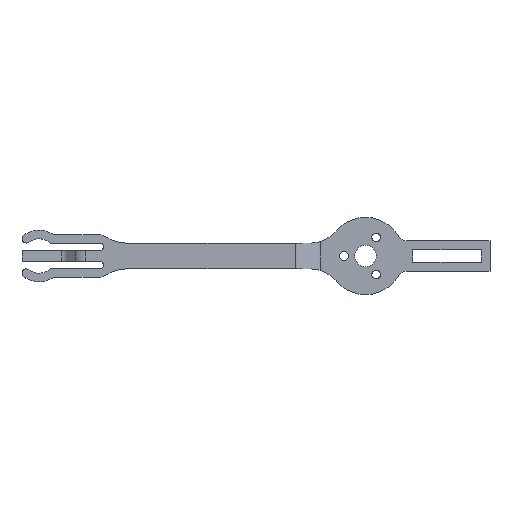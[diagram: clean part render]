
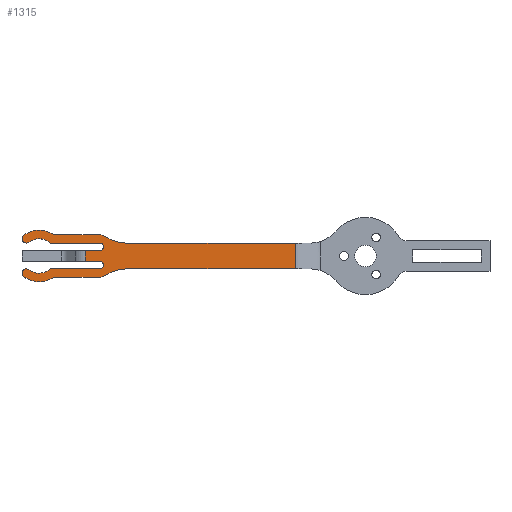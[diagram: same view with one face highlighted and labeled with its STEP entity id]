
A CAD part, top view. The second image highlights one B-rep face of the part: STEP entity #1315.
In plain terms, the highlighted planar face has unit normal (0, 0, 1).
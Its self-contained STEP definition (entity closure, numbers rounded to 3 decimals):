
#70=PLANE('',#1472);
#175=FACE_OUTER_BOUND('',#258,.T.);
#258=EDGE_LOOP('',(#1216,#1217,#1218,#1219,#1220,#1221,#1222,#1223,#1224,
#1225,#1226,#1227,#1228,#1229,#1230,#1231,#1232,#1233,#1234,#1235,#1236,
#1237,#1238,#1239));
#270=LINE('',#1936,#385);
#273=LINE('',#1948,#388);
#282=LINE('',#1978,#397);
#290=LINE('',#2004,#405);
#335=LINE('',#2172,#450);
#340=LINE('',#2187,#455);
#349=LINE('',#2214,#464);
#368=LINE('',#2259,#483);
#369=LINE('',#2261,#484);
#370=LINE('',#2264,#485);
#385=VECTOR('',#1536,10.);
#388=VECTOR('',#1547,10.);
#397=VECTOR('',#1576,10.);
#405=VECTOR('',#1600,10.);
#450=VECTOR('',#1747,10.);
#455=VECTOR('',#1772,10.);
#464=VECTOR('',#1797,10.);
#483=VECTOR('',#1852,10.);
#484=VECTOR('',#1855,10.);
#485=VECTOR('',#1858,10.);
#499=CIRCLE('',#1344,0.9);
#501=CIRCLE('',#1347,0.9);
#502=CIRCLE('',#1349,0.9);
#505=CIRCLE('',#1353,0.9);
#506=CIRCLE('',#1356,8.81);
#508=CIRCLE('',#1360,8.81);
#510=CIRCLE('',#1363,4.);
#513=CIRCLE('',#1367,4.);
#535=CIRCLE('',#1415,4.);
#536=CIRCLE('',#1417,1.);
#537=CIRCLE('',#1419,6.);
#552=CIRCLE('',#1467,4.);
#553=CIRCLE('',#1469,6.);
#554=CIRCLE('',#1471,1.);
#566=VERTEX_POINT('',#1905);
#567=VERTEX_POINT('',#1907);
#569=VERTEX_POINT('',#1913);
#570=VERTEX_POINT('',#1917);
#571=VERTEX_POINT('',#1918);
#575=VERTEX_POINT('',#1928);
#577=VERTEX_POINT('',#1934);
#578=VERTEX_POINT('',#1938);
#579=VERTEX_POINT('',#1939);
#582=VERTEX_POINT('',#1947);
#584=VERTEX_POINT('',#1953);
#585=VERTEX_POINT('',#1954);
#588=VERTEX_POINT('',#1962);
#591=VERTEX_POINT('',#1970);
#593=VERTEX_POINT('',#1976);
#603=VERTEX_POINT('',#2003);
#647=VERTEX_POINT('',#2148);
#648=VERTEX_POINT('',#2152);
#651=VERTEX_POINT('',#2171);
#660=VERTEX_POINT('',#2210);
#661=VERTEX_POINT('',#2212);
#670=VERTEX_POINT('',#2263);
#671=VERTEX_POINT('',#2267);
#672=VERTEX_POINT('',#2271);
#687=EDGE_CURVE('',#566,#567,#499,.T.);
#690=EDGE_CURVE('',#567,#569,#501,.T.);
#692=EDGE_CURVE('',#570,#571,#502,.T.);
#698=EDGE_CURVE('',#575,#570,#505,.T.);
#701=EDGE_CURVE('',#577,#575,#270,.T.);
#702=EDGE_CURVE('',#578,#579,#506,.T.);
#706=EDGE_CURVE('',#579,#582,#273,.T.);
#709=EDGE_CURVE('',#584,#585,#508,.T.);
#713=EDGE_CURVE('',#585,#588,#510,.T.);
#718=EDGE_CURVE('',#591,#578,#513,.T.);
#721=EDGE_CURVE('',#591,#593,#282,.T.);
#735=EDGE_CURVE('',#588,#603,#290,.T.);
#797=EDGE_CURVE('',#647,#577,#535,.T.);
#799=EDGE_CURVE('',#647,#648,#536,.T.);
#801=EDGE_CURVE('',#648,#603,#537,.T.);
#809=EDGE_CURVE('',#582,#651,#335,.T.);
#817=EDGE_CURVE('',#651,#584,#340,.T.);
#830=EDGE_CURVE('',#661,#660,#349,.T.);
#853=EDGE_CURVE('',#661,#571,#368,.T.);
#854=EDGE_CURVE('',#566,#660,#369,.T.);
#855=EDGE_CURVE('',#670,#569,#370,.T.);
#857=EDGE_CURVE('',#670,#671,#552,.T.);
#859=EDGE_CURVE('',#593,#672,#553,.T.);
#861=EDGE_CURVE('',#672,#671,#554,.T.);
#1216=ORIENTED_EDGE('',*,*,#718,.F.);
#1217=ORIENTED_EDGE('',*,*,#721,.T.);
#1218=ORIENTED_EDGE('',*,*,#859,.T.);
#1219=ORIENTED_EDGE('',*,*,#861,.T.);
#1220=ORIENTED_EDGE('',*,*,#857,.F.);
#1221=ORIENTED_EDGE('',*,*,#855,.T.);
#1222=ORIENTED_EDGE('',*,*,#690,.F.);
#1223=ORIENTED_EDGE('',*,*,#687,.F.);
#1224=ORIENTED_EDGE('',*,*,#854,.T.);
#1225=ORIENTED_EDGE('',*,*,#830,.F.);
#1226=ORIENTED_EDGE('',*,*,#853,.T.);
#1227=ORIENTED_EDGE('',*,*,#692,.F.);
#1228=ORIENTED_EDGE('',*,*,#698,.F.);
#1229=ORIENTED_EDGE('',*,*,#701,.F.);
#1230=ORIENTED_EDGE('',*,*,#797,.F.);
#1231=ORIENTED_EDGE('',*,*,#799,.T.);
#1232=ORIENTED_EDGE('',*,*,#801,.T.);
#1233=ORIENTED_EDGE('',*,*,#735,.F.);
#1234=ORIENTED_EDGE('',*,*,#713,.F.);
#1235=ORIENTED_EDGE('',*,*,#709,.F.);
#1236=ORIENTED_EDGE('',*,*,#817,.F.);
#1237=ORIENTED_EDGE('',*,*,#809,.F.);
#1238=ORIENTED_EDGE('',*,*,#706,.F.);
#1239=ORIENTED_EDGE('',*,*,#702,.F.);
#1315=ADVANCED_FACE('',(#175),#70,.T.);
#1344=AXIS2_PLACEMENT_3D('',#1908,#1507,#1508);
#1347=AXIS2_PLACEMENT_3D('',#1914,#1514,#1515);
#1349=AXIS2_PLACEMENT_3D('',#1919,#1519,#1520);
#1353=AXIS2_PLACEMENT_3D('',#1930,#1530,#1531);
#1356=AXIS2_PLACEMENT_3D('',#1940,#1539,#1540);
#1360=AXIS2_PLACEMENT_3D('',#1955,#1552,#1553);
#1363=AXIS2_PLACEMENT_3D('',#1963,#1560,#1561);
#1367=AXIS2_PLACEMENT_3D('',#1972,#1570,#1571);
#1415=AXIS2_PLACEMENT_3D('',#2149,#1715,#1716);
#1417=AXIS2_PLACEMENT_3D('',#2153,#1720,#1721);
#1419=AXIS2_PLACEMENT_3D('',#2156,#1725,#1726);
#1467=AXIS2_PLACEMENT_3D('',#2268,#1862,#1863);
#1469=AXIS2_PLACEMENT_3D('',#2272,#1867,#1868);
#1471=AXIS2_PLACEMENT_3D('',#2275,#1872,#1873);
#1472=AXIS2_PLACEMENT_3D('',#2276,#1874,#1875);
#1507=DIRECTION('center_axis',(0.,0.,1.));
#1508=DIRECTION('ref_axis',(0.998,-0.056,0.));
#1514=DIRECTION('center_axis',(0.,0.,1.));
#1515=DIRECTION('ref_axis',(0.707,0.707,0.));
#1519=DIRECTION('center_axis',(0.,0.,1.));
#1520=DIRECTION('ref_axis',(0.998,0.056,0.));
#1530=DIRECTION('center_axis',(0.,0.,1.));
#1531=DIRECTION('ref_axis',(0.707,-0.707,0.));
#1536=DIRECTION('',(1.,0.,0.));
#1539=DIRECTION('center_axis',(0.,0.,1.));
#1540=DIRECTION('ref_axis',(-0.279,-0.96,0.));
#1547=DIRECTION('',(1.,0.,0.));
#1552=DIRECTION('center_axis',(0.,0.,1.));
#1553=DIRECTION('ref_axis',(-0.279,0.96,0.));
#1560=DIRECTION('center_axis',(0.,0.,-1.));
#1561=DIRECTION('ref_axis',(0.866,-0.5,0.));
#1570=DIRECTION('center_axis',(0.,0.,-1.));
#1571=DIRECTION('ref_axis',(0.866,0.5,0.));
#1576=DIRECTION('',(-1.,0.,0.));
#1600=DIRECTION('',(-1.,0.,0.));
#1715=DIRECTION('center_axis',(0.,0.,1.));
#1716=DIRECTION('ref_axis',(-1.,0.,0.));
#1720=DIRECTION('center_axis',(0.,0.,1.));
#1721=DIRECTION('ref_axis',(-1.,0.,0.));
#1725=DIRECTION('center_axis',(0.,0.,1.));
#1726=DIRECTION('ref_axis',(-1.,0.,0.));
#1747=DIRECTION('',(0.,-1.,0.));
#1772=DIRECTION('',(-1.,0.,0.));
#1797=DIRECTION('',(0.,1.,0.));
#1852=DIRECTION('',(1.,0.,0.));
#1855=DIRECTION('',(-1.,0.,0.));
#1858=DIRECTION('',(1.,0.,0.));
#1862=DIRECTION('center_axis',(0.,0.,1.));
#1863=DIRECTION('ref_axis',(-1.,0.,0.));
#1867=DIRECTION('center_axis',(0.,0.,1.));
#1868=DIRECTION('ref_axis',(-1.,0.,0.));
#1872=DIRECTION('center_axis',(0.,0.,1.));
#1873=DIRECTION('ref_axis',(-1.,0.,0.));
#1874=DIRECTION('center_axis',(0.,0.,1.));
#1875=DIRECTION('ref_axis',(-1.,0.,0.));
#1905=CARTESIAN_POINT('',(-61.899,1.25,4.));
#1907=CARTESIAN_POINT('',(-61.,2.1,4.));
#1908=CARTESIAN_POINT('Origin',(-61.899,2.15,4.));
#1913=CARTESIAN_POINT('',(-61.9,3.,4.));
#1914=CARTESIAN_POINT('Origin',(-61.9,2.1,4.));
#1917=CARTESIAN_POINT('',(-61.,-2.1,4.));
#1918=CARTESIAN_POINT('',(-61.899,-1.25,4.));
#1919=CARTESIAN_POINT('Origin',(-61.899,-2.15,4.));
#1928=CARTESIAN_POINT('',(-61.9,-3.,4.));
#1930=CARTESIAN_POINT('Origin',(-61.9,-2.1,4.));
#1934=CARTESIAN_POINT('',(-73.354,-3.,4.));
#1936=CARTESIAN_POINT('',(-62.,-3.,4.));
#1938=CARTESIAN_POINT('',(-60.318,4.375,4.));
#1939=CARTESIAN_POINT('',(-55.591,3.,4.));
#1940=CARTESIAN_POINT('Origin',(-55.591,11.81,4.));
#1947=CARTESIAN_POINT('',(-16.366,3.,4.));
#1948=CARTESIAN_POINT('',(-15.83,3.,4.));
#1953=CARTESIAN_POINT('',(-55.591,-3.,4.));
#1954=CARTESIAN_POINT('',(-60.318,-4.375,4.));
#1955=CARTESIAN_POINT('Origin',(-55.591,-11.81,4.));
#1962=CARTESIAN_POINT('',(-62.464,-5.,4.));
#1963=CARTESIAN_POINT('Origin',(-62.464,-1.,4.));
#1970=CARTESIAN_POINT('',(-62.464,5.,4.));
#1972=CARTESIAN_POINT('Origin',(-62.464,1.,4.));
#1976=CARTESIAN_POINT('',(-72.683,5.,4.));
#1978=CARTESIAN_POINT('',(-60.,5.,4.));
#2003=CARTESIAN_POINT('',(-72.683,-5.,4.));
#2004=CARTESIAN_POINT('',(-60.,-5.,4.));
#2148=CARTESIAN_POINT('',(-78.4,-3.2,4.));
#2149=CARTESIAN_POINT('Origin',(-76.,0.,4.));
#2152=CARTESIAN_POINT('',(-79.6,-4.8,4.));
#2153=CARTESIAN_POINT('Origin',(-79.,-4.,4.));
#2156=CARTESIAN_POINT('Origin',(-76.,0.,4.));
#2171=CARTESIAN_POINT('',(-16.366,-3.,4.));
#2172=CARTESIAN_POINT('',(-16.366,0.,4.));
#2187=CARTESIAN_POINT('',(-15.83,-3.,4.));
#2210=CARTESIAN_POINT('',(-65.26,1.25,4.));
#2212=CARTESIAN_POINT('',(-65.26,-1.25,4.));
#2214=CARTESIAN_POINT('',(-65.26,0.,4.));
#2259=CARTESIAN_POINT('',(-61.,-1.25,4.));
#2261=CARTESIAN_POINT('',(-61.,1.25,4.));
#2263=CARTESIAN_POINT('',(-73.354,3.,4.));
#2264=CARTESIAN_POINT('',(-136.094,3.,4.));
#2267=CARTESIAN_POINT('',(-78.4,3.2,4.));
#2268=CARTESIAN_POINT('Origin',(-76.,0.,4.));
#2271=CARTESIAN_POINT('',(-79.6,4.8,4.));
#2272=CARTESIAN_POINT('Origin',(-76.,0.,4.));
#2275=CARTESIAN_POINT('Origin',(-79.,4.,4.));
#2276=CARTESIAN_POINT('Origin',(-66.342,4.,4.));
